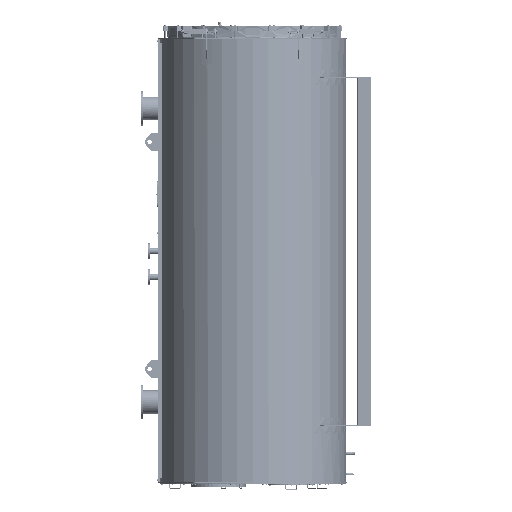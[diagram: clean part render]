
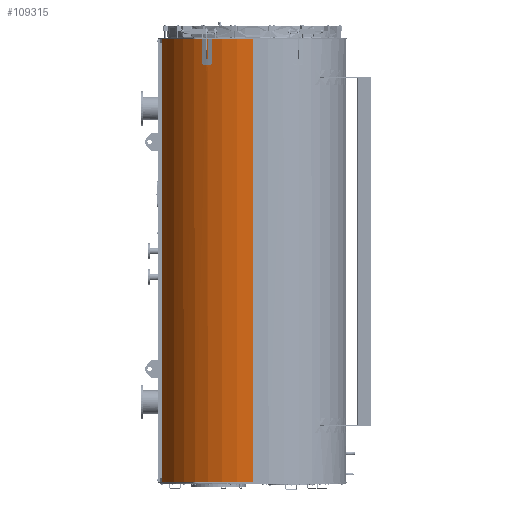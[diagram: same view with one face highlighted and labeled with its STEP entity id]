
A CAD part, left-side view. The second image highlights one B-rep face of the part: STEP entity #109315.
In plain terms, the highlighted cylindrical face has radius 1090.8 mm (diameter 2181.6 mm), a partial arc.
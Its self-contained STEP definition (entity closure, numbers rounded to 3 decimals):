
#419=ELLIPSE('',#119042,1542.624,1090.8);
#2642=FACE_BOUND('',#17759,.T.);
#10835=FACE_OUTER_BOUND('',#17758,.T.);
#17758=EDGE_LOOP('',(#88646,#88647,#88648,#88649,#88650,#88651,#88652,#88653));
#17759=EDGE_LOOP('',(#88654,#88655,#88656,#88657));
#25212=LINE('',#182861,#33141);
#25217=LINE('',#182873,#33146);
#25431=LINE('',#183798,#33360);
#25436=LINE('',#183812,#33365);
#25500=LINE('',#184746,#33429);
#25501=LINE('',#184748,#33430);
#33141=VECTOR('',#143844,10.);
#33146=VECTOR('',#143859,10.);
#33360=VECTOR('',#144825,10.);
#33365=VECTOR('',#144836,10.);
#33429=VECTOR('',#145066,10.);
#33430=VECTOR('',#145069,10.);
#36020=CIRCLE('',#111623,1090.8);
#37359=CIRCLE('',#114185,1090.8);
#37360=CIRCLE('',#114186,1090.8);
#39409=CIRCLE('',#118490,1090.8);
#39941=CIRCLE('',#119431,1090.8);
#42289=VERTEX_POINT('',#156853);
#42290=VERTEX_POINT('',#156855);
#44220=VERTEX_POINT('',#164016);
#44221=VERTEX_POINT('',#164018);
#44224=VERTEX_POINT('',#164024);
#44225=VERTEX_POINT('',#164026);
#48489=VERTEX_POINT('',#180108);
#48490=VERTEX_POINT('',#180109);
#48893=VERTEX_POINT('',#182851);
#48894=VERTEX_POINT('',#182852);
#49153=VERTEX_POINT('',#183797);
#49159=VERTEX_POINT('',#183811);
#52556=EDGE_CURVE('',#42289,#42290,#36020,.T.);
#55461=EDGE_CURVE('',#44221,#44220,#37359,.T.);
#55465=EDGE_CURVE('',#44225,#44224,#37360,.T.);
#61748=EDGE_CURVE('',#48489,#48490,#39409,.T.);
#62378=EDGE_CURVE('',#48893,#48894,#419,.T.);
#62383=EDGE_CURVE('',#48894,#44221,#25212,.T.);
#62390=EDGE_CURVE('',#44224,#48893,#25217,.T.);
#62812=EDGE_CURVE('',#49153,#48489,#25431,.T.);
#62819=EDGE_CURVE('',#48490,#49159,#25436,.T.);
#62827=EDGE_CURVE('',#49159,#49153,#39941,.T.);
#62925=EDGE_CURVE('',#44225,#42289,#25500,.T.);
#62926=EDGE_CURVE('',#44220,#42290,#25501,.T.);
#88646=ORIENTED_EDGE('',*,*,#62383,.T.);
#88647=ORIENTED_EDGE('',*,*,#55461,.T.);
#88648=ORIENTED_EDGE('',*,*,#62926,.T.);
#88649=ORIENTED_EDGE('',*,*,#52556,.F.);
#88650=ORIENTED_EDGE('',*,*,#62925,.F.);
#88651=ORIENTED_EDGE('',*,*,#55465,.T.);
#88652=ORIENTED_EDGE('',*,*,#62390,.T.);
#88653=ORIENTED_EDGE('',*,*,#62378,.T.);
#88654=ORIENTED_EDGE('',*,*,#62819,.T.);
#88655=ORIENTED_EDGE('',*,*,#62827,.T.);
#88656=ORIENTED_EDGE('',*,*,#62812,.T.);
#88657=ORIENTED_EDGE('',*,*,#61748,.T.);
#98855=CYLINDRICAL_SURFACE('',#119511,1090.8);
#109315=ADVANCED_FACE('',(#10835,#2642),#98855,.T.);
#111623=AXIS2_PLACEMENT_3D('',#156856,#123831,#123832);
#114185=AXIS2_PLACEMENT_3D('',#164019,#129969,#129970);
#114186=AXIS2_PLACEMENT_3D('',#164027,#129974,#129975);
#118490=AXIS2_PLACEMENT_3D('',#180110,#142475,#142476);
#119042=AXIS2_PLACEMENT_3D('',#182853,#143836,#143837);
#119431=AXIS2_PLACEMENT_3D('',#183827,#144848,#144849);
#119511=AXIS2_PLACEMENT_3D('',#184747,#145067,#145068);
#123831=DIRECTION('center_axis',(0.,0.,
-1.));
#123832=DIRECTION('ref_axis',(0.,1.,0.));
#129969=DIRECTION('center_axis',(0.,0.,
-1.));
#129970=DIRECTION('ref_axis',(0.,1.,0.));
#129974=DIRECTION('center_axis',(0.,0.,
-1.));
#129975=DIRECTION('ref_axis',(0.,1.,0.));
#142475=DIRECTION('center_axis',(0.,0.,
-1.));
#142476=DIRECTION('ref_axis',(0.,1.,0.));
#143836=DIRECTION('center_axis',(-0.707,0.,
-0.707));
#143837=DIRECTION('ref_axis',(0.707,0.,-0.707));
#143844=DIRECTION('',(0.,0.,1.));
#143859=DIRECTION('',(0.,0.,-1.));
#144825=DIRECTION('',(0.,0.,-1.));
#144836=DIRECTION('',(0.,0.,1.));
#144848=DIRECTION('center_axis',(0.,0.,
1.));
#144849=DIRECTION('ref_axis',(0.,1.,0.));
#145066=DIRECTION('',(0.,0.,-1.));
#145067=DIRECTION('center_axis',(0.,0.,
-1.));
#145068=DIRECTION('ref_axis',(0.,1.,0.));
#145069=DIRECTION('',(0.,0.,-1.));
#156853=CARTESIAN_POINT('',(-1102.568,55.738,-2565.321));
#156855=CARTESIAN_POINT('',(-286.768,1111.254,-2565.321));
#156856=CARTESIAN_POINT('Origin',(-11.768,55.688,-2565.321));
#164016=CARTESIAN_POINT('',(-286.768,1111.254,2588.679));
#164018=CARTESIAN_POINT('',(-961.794,591.688,2588.679));
#164019=CARTESIAN_POINT('Origin',(-11.768,55.688,2588.679));
#164024=CARTESIAN_POINT('',(-968.465,579.688,2588.679));
#164026=CARTESIAN_POINT('',(-1102.568,55.738,2588.679));
#164027=CARTESIAN_POINT('Origin',(-11.768,55.688,2588.679));
#180108=CARTESIAN_POINT('',(-307.6,1105.606,-2510.321));
#180109=CARTESIAN_POINT('',(-303.6,1106.725,-2510.321));
#180110=CARTESIAN_POINT('Origin',(-11.768,55.688,-2510.321));
#182851=CARTESIAN_POINT('',(-968.465,579.688,2360.375));
#182852=CARTESIAN_POINT('',(-961.794,591.688,2353.704));
#182853=CARTESIAN_POINT('Origin',(-11.768,55.688,1403.679));
#182861=CARTESIAN_POINT('',(-961.794,591.688,2588.679));
#182873=CARTESIAN_POINT('',(-968.465,579.688,2588.679));
#183797=CARTESIAN_POINT('',(-307.6,1105.606,2536.679));
#183798=CARTESIAN_POINT('',(-307.6,1105.606,2588.679));
#183811=CARTESIAN_POINT('',(-303.6,1106.725,2536.679));
#183812=CARTESIAN_POINT('',(-303.6,1106.725,2588.679));
#183827=CARTESIAN_POINT('Origin',(-11.768,55.688,2536.679));
#184746=CARTESIAN_POINT('',(-1102.568,55.738,2588.679));
#184747=CARTESIAN_POINT('Origin',(-11.768,55.688,2588.679));
#184748=CARTESIAN_POINT('',(-286.768,1111.254,2588.679));
